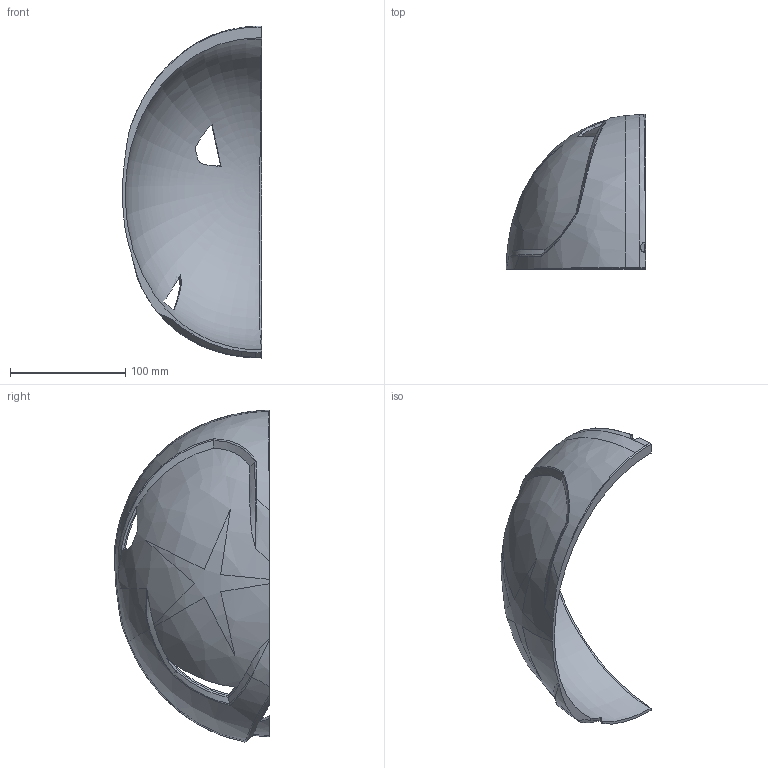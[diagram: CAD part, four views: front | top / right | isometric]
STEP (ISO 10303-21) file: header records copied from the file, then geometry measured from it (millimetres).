
FILE_DESCRIPTION (( 'STEP AP203' ), '1' );
FILE_NAME ('Helmet RH Upper.STEP', '2026-02-02T15:26:29', ( 'Brian Williams' ), ( 'Home' ), 'SwSTEP 2.0', 'SolidWorks 2003240', '' );
FILE_SCHEMA (( 'CONFIG_CONTROL_DESIGN' ));
Length unit declared in the file: inch
Products named in the file (1): Helmet RH Upper
Bounding box: 121.09 x 134.25 x 288.1 mm (x, y, z)
Volume: 932670 mm3; surface area: 139689 mm2
Topology: 1 solids, 1 shells, 88 faces, 250 edges, 153 vertices
Faces by surface type: bspline 82, plane 4, cylinder 2
Entity records: 30858 total; most frequent: CARTESIAN_POINT 29247, ORIENTED_EDGE 482, EDGE_CURVE 241, B_SPLINE_CURVE_WITH_KNOTS 208, VERTEX_POINT 153, EDGE_LOOP 90, FACE_OUTER_BOUND 88, ADVANCED_FACE 88
